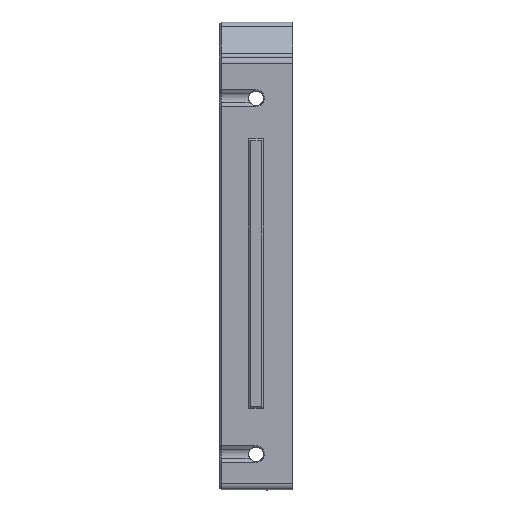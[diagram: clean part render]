
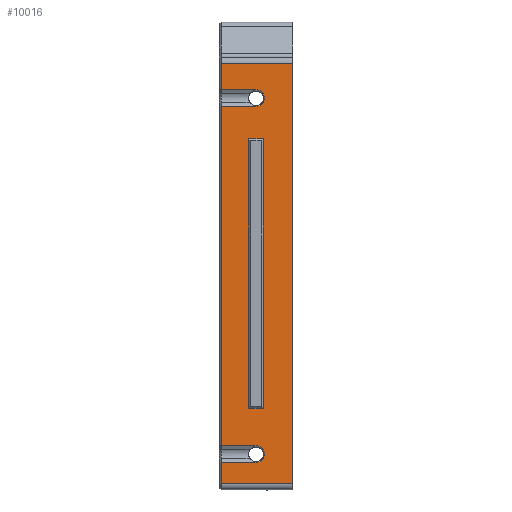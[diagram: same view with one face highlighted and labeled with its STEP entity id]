
A CAD part, top view. The second image highlights one B-rep face of the part: STEP entity #10016.
In plain terms, the highlighted planar face has unit normal (0, 0, 1).
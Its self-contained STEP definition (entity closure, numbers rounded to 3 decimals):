
#231=FACE_BOUND('',#1686,.T.);
#454=PLANE('',#10989);
#1111=FACE_OUTER_BOUND('',#1685,.T.);
#1685=EDGE_LOOP('',(#8875,#8876,#8877,#8878,#8879,#8880,#8881,#8882,#8883,
#8884,#8885,#8886));
#1686=EDGE_LOOP('',(#8887,#8888,#8889,#8890));
#1951=LINE('',#14522,#2915);
#1954=LINE('',#14528,#2918);
#1996=LINE('',#14629,#2960);
#2306=LINE('',#15553,#3270);
#2311=LINE('',#15562,#3275);
#2313=LINE('',#15567,#3277);
#2315=LINE('',#15570,#3279);
#2319=LINE('',#15578,#3283);
#2320=LINE('',#15581,#3284);
#2347=LINE('',#15899,#3311);
#2563=LINE('',#16907,#3527);
#2629=LINE('',#17265,#3593);
#2674=LINE('',#17663,#3638);
#2675=LINE('',#17664,#3639);
#2915=VECTOR('',#11493,1000.);
#2918=VECTOR('',#11498,1000.);
#2960=VECTOR('',#11604,1000.);
#3270=VECTOR('',#12526,1000.);
#3275=VECTOR('',#12533,1000.);
#3277=VECTOR('',#12537,1000.);
#3279=VECTOR('',#12541,1000.);
#3283=VECTOR('',#12549,1000.);
#3284=VECTOR('',#12552,1000.);
#3311=VECTOR('',#12659,1000.);
#3527=VECTOR('',#13319,1000.);
#3593=VECTOR('',#13483,1000.);
#3638=VECTOR('',#13652,1000.);
#3639=VECTOR('',#13653,1000.);
#3957=CIRCLE('',#10644,1.7);
#3961=CIRCLE('',#10651,1.7);
#4315=VERTEX_POINT('',#14519);
#4316=VERTEX_POINT('',#14521);
#4317=VERTEX_POINT('',#14525);
#4318=VERTEX_POINT('',#14527);
#4344=VERTEX_POINT('',#14627);
#4345=VERTEX_POINT('',#14628);
#4564=VERTEX_POINT('',#15550);
#4565=VERTEX_POINT('',#15552);
#4567=VERTEX_POINT('',#15558);
#4570=VERTEX_POINT('',#15565);
#4572=VERTEX_POINT('',#15576);
#4573=VERTEX_POINT('',#15580);
#4620=VERTEX_POINT('',#15863);
#4626=VERTEX_POINT('',#15882);
#4632=VERTEX_POINT('',#15897);
#4861=VERTEX_POINT('',#16906);
#5239=EDGE_CURVE('',#4316,#4315,#1951,.T.);
#5242=EDGE_CURVE('',#4318,#4317,#1954,.T.);
#5292=EDGE_CURVE('',#4344,#4345,#1996,.T.);
#5714=EDGE_CURVE('',#4564,#4565,#2306,.T.);
#5719=EDGE_CURVE('',#4565,#4567,#2311,.T.);
#5721=EDGE_CURVE('',#4570,#4564,#2313,.T.);
#5723=EDGE_CURVE('',#4567,#4570,#2315,.T.);
#5727=EDGE_CURVE('',#4572,#4315,#2319,.T.);
#5728=EDGE_CURVE('',#4344,#4573,#2320,.T.);
#5786=EDGE_CURVE('',#4573,#4620,#3957,.T.);
#5797=EDGE_CURVE('',#4626,#4572,#3961,.T.);
#5804=EDGE_CURVE('',#4345,#4632,#2347,.T.);
#6154=EDGE_CURVE('',#4316,#4861,#2563,.T.);
#6264=EDGE_CURVE('',#4861,#4632,#2629,.T.);
#6373=EDGE_CURVE('',#4318,#4626,#2674,.T.);
#6374=EDGE_CURVE('',#4620,#4317,#2675,.T.);
#8875=ORIENTED_EDGE('',*,*,#5727,.F.);
#8876=ORIENTED_EDGE('',*,*,#5797,.F.);
#8877=ORIENTED_EDGE('',*,*,#6373,.F.);
#8878=ORIENTED_EDGE('',*,*,#5242,.T.);
#8879=ORIENTED_EDGE('',*,*,#6374,.F.);
#8880=ORIENTED_EDGE('',*,*,#5786,.F.);
#8881=ORIENTED_EDGE('',*,*,#5728,.F.);
#8882=ORIENTED_EDGE('',*,*,#5292,.T.);
#8883=ORIENTED_EDGE('',*,*,#5804,.T.);
#8884=ORIENTED_EDGE('',*,*,#6264,.F.);
#8885=ORIENTED_EDGE('',*,*,#6154,.F.);
#8886=ORIENTED_EDGE('',*,*,#5239,.T.);
#8887=ORIENTED_EDGE('',*,*,#5723,.F.);
#8888=ORIENTED_EDGE('',*,*,#5719,.F.);
#8889=ORIENTED_EDGE('',*,*,#5714,.F.);
#8890=ORIENTED_EDGE('',*,*,#5721,.F.);
#10016=ADVANCED_FACE('',(#1111,#231),#454,.T.);
#10644=AXIS2_PLACEMENT_3D('',#15864,#12623,#12624);
#10651=AXIS2_PLACEMENT_3D('',#15884,#12644,#12645);
#10989=AXIS2_PLACEMENT_3D('',#17662,#13650,#13651);
#11493=DIRECTION('',(0.,-1.,0.));
#11498=DIRECTION('',(0.,-1.,0.));
#11604=DIRECTION('',(0.,-1.,0.));
#12526=DIRECTION('',(0.,-1.,0.));
#12533=DIRECTION('',(1.,0.,0.));
#12537=DIRECTION('',(-1.,0.,0.));
#12541=DIRECTION('',(0.,1.,0.));
#12549=DIRECTION('',(-1.,0.,0.));
#12552=DIRECTION('',(1.,0.,0.));
#12623=DIRECTION('center_axis',(0.,0.,
1.));
#12624=DIRECTION('ref_axis',(0.,-1.,0.));
#12644=DIRECTION('center_axis',(0.,0.,
1.));
#12645=DIRECTION('ref_axis',(0.,-1.,0.));
#12659=DIRECTION('',(1.,0.,0.));
#13319=DIRECTION('',(1.,0.,0.));
#13483=DIRECTION('',(0.,-1.,0.));
#13650=DIRECTION('center_axis',(0.,0.,
1.));
#13651=DIRECTION('ref_axis',(0.,-1.,0.));
#13652=DIRECTION('',(1.,0.,0.));
#13653=DIRECTION('',(-1.,0.,0.));
#14519=CARTESIAN_POINT('',(0.002,36.624,19.2));
#14521=CARTESIAN_POINT('',(0.002,42.,19.2));
#14522=CARTESIAN_POINT('',(0.002,-43.8,19.2));
#14525=CARTESIAN_POINT('',(0.002,-36.034,19.2));
#14527=CARTESIAN_POINT('',(0.002,33.224,19.2));
#14528=CARTESIAN_POINT('',(0.002,-43.8,19.2));
#14627=CARTESIAN_POINT('',(0.002,-39.434,19.2));
#14628=CARTESIAN_POINT('',(0.002,-43.8,19.2));
#14629=CARTESIAN_POINT('',(0.002,-43.8,19.2));
#15550=CARTESIAN_POINT('',(5.602,26.6,19.2));
#15552=CARTESIAN_POINT('',(5.602,-28.4,19.2));
#15553=CARTESIAN_POINT('',(5.602,-28.4,19.2));
#15558=CARTESIAN_POINT('',(8.602,-28.4,19.2));
#15562=CARTESIAN_POINT('',(5.602,-28.4,19.2));
#15565=CARTESIAN_POINT('',(8.602,26.6,19.2));
#15567=CARTESIAN_POINT('',(5.602,26.6,19.2));
#15570=CARTESIAN_POINT('',(8.602,-28.4,19.2));
#15576=CARTESIAN_POINT('',(7.102,36.624,19.2));
#15578=CARTESIAN_POINT('',(-0.398,36.624,19.2));
#15580=CARTESIAN_POINT('',(7.102,-39.434,19.2));
#15581=CARTESIAN_POINT('',(-0.398,-39.434,19.2));
#15863=CARTESIAN_POINT('',(7.102,-36.034,19.2));
#15864=CARTESIAN_POINT('Origin',(7.102,-37.734,19.2));
#15882=CARTESIAN_POINT('',(7.102,33.224,19.2));
#15884=CARTESIAN_POINT('Origin',(7.102,34.924,19.2));
#15897=CARTESIAN_POINT('',(14.602,-43.8,19.2));
#15899=CARTESIAN_POINT('',(-0.398,-43.8,19.2));
#16906=CARTESIAN_POINT('',(14.602,42.,19.2));
#16907=CARTESIAN_POINT('',(2.602,42.,19.2));
#17265=CARTESIAN_POINT('',(14.602,-203.9,19.2));
#17662=CARTESIAN_POINT('Origin',(2.602,-203.9,19.2));
#17663=CARTESIAN_POINT('',(-0.398,33.224,19.2));
#17664=CARTESIAN_POINT('',(2.602,-36.034,19.2));
